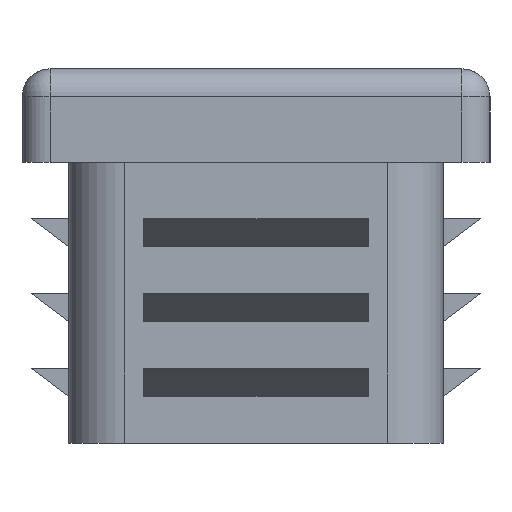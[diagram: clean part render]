
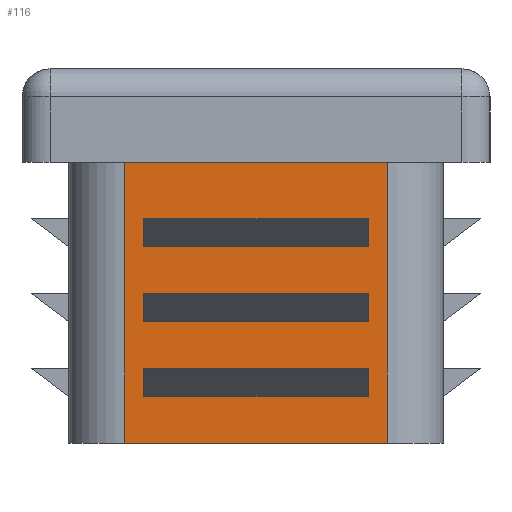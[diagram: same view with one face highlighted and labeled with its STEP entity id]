
A CAD part, left-side view. The second image highlights one B-rep face of the part: STEP entity #116.
In plain terms, the highlighted planar face has unit normal (-1, 0, 0).
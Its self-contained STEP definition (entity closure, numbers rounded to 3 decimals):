
#116 = ADVANCED_FACE( '', ( #305, #306, #307, #308 ), #309, .F. );
#305 = FACE_BOUND( '', #578, .T. );
#306 = FACE_BOUND( '', #579, .T. );
#307 = FACE_BOUND( '', #580, .T. );
#308 = FACE_OUTER_BOUND( '', #581, .T. );
#309 = PLANE( '', #582 );
#578 = EDGE_LOOP( '', ( #863, #864, #865, #866 ) );
#579 = EDGE_LOOP( '', ( #867, #868, #869, #870 ) );
#580 = EDGE_LOOP( '', ( #871, #872, #873, #874 ) );
#581 = EDGE_LOOP( '', ( #875, #876, #877, #878 ) );
#582 = AXIS2_PLACEMENT_3D( '', #879, #880, #881 );
#863 = ORIENTED_EDGE( '', *, *, #1571, .F. );
#864 = ORIENTED_EDGE( '', *, *, #1572, .F. );
#865 = ORIENTED_EDGE( '', *, *, #1573, .T. );
#866 = ORIENTED_EDGE( '', *, *, #1574, .T. );
#867 = ORIENTED_EDGE( '', *, *, #1575, .F. );
#868 = ORIENTED_EDGE( '', *, *, #1576, .F. );
#869 = ORIENTED_EDGE( '', *, *, #1577, .T. );
#870 = ORIENTED_EDGE( '', *, *, #1578, .T. );
#871 = ORIENTED_EDGE( '', *, *, #1579, .F. );
#872 = ORIENTED_EDGE( '', *, *, #1580, .F. );
#873 = ORIENTED_EDGE( '', *, *, #1581, .T. );
#874 = ORIENTED_EDGE( '', *, *, #1582, .T. );
#875 = ORIENTED_EDGE( '', *, *, #1583, .F. );
#876 = ORIENTED_EDGE( '', *, *, #1560, .T. );
#877 = ORIENTED_EDGE( '', *, *, #1584, .T. );
#878 = ORIENTED_EDGE( '', *, *, #1585, .T. );
#879 = CARTESIAN_POINT( '', ( -47.5, 10., 15. ) );
#880 = DIRECTION( '', ( 1., 0., 0. ) );
#881 = DIRECTION( '', ( 0., 1., 0. ) );
#1560 = EDGE_CURVE( '', #1837, #1841, #1843, .T. );
#1571 = EDGE_CURVE( '', #1861, #1862, #1863, .T. );
#1572 = EDGE_CURVE( '', #1864, #1861, #1865, .T. );
#1573 = EDGE_CURVE( '', #1864, #1866, #1867, .T. );
#1574 = EDGE_CURVE( '', #1866, #1862, #1868, .T. );
#1575 = EDGE_CURVE( '', #1869, #1870, #1871, .T. );
#1576 = EDGE_CURVE( '', #1872, #1869, #1873, .T. );
#1577 = EDGE_CURVE( '', #1872, #1874, #1875, .T. );
#1578 = EDGE_CURVE( '', #1874, #1870, #1876, .T. );
#1579 = EDGE_CURVE( '', #1877, #1878, #1879, .T. );
#1580 = EDGE_CURVE( '', #1880, #1877, #1881, .T. );
#1581 = EDGE_CURVE( '', #1880, #1882, #1883, .T. );
#1582 = EDGE_CURVE( '', #1882, #1878, #1884, .T. );
#1583 = EDGE_CURVE( '', #1837, #1885, #1886, .T. );
#1584 = EDGE_CURVE( '', #1841, #1887, #1888, .T. );
#1585 = EDGE_CURVE( '', #1887, #1885, #1889, .F. );
#1837 = VERTEX_POINT( '', #2240 );
#1841 = VERTEX_POINT( '', #2245 );
#1843 = LINE( '', #2247, #2248 );
#1861 = VERTEX_POINT( '', #2273 );
#1862 = VERTEX_POINT( '', #2274 );
#1863 = LINE( '', #2275, #2276 );
#1864 = VERTEX_POINT( '', #2277 );
#1865 = LINE( '', #2278, #2279 );
#1866 = VERTEX_POINT( '', #2280 );
#1867 = LINE( '', #2281, #2282 );
#1868 = LINE( '', #2283, #2284 );
#1869 = VERTEX_POINT( '', #2285 );
#1870 = VERTEX_POINT( '', #2286 );
#1871 = LINE( '', #2287, #2288 );
#1872 = VERTEX_POINT( '', #2289 );
#1873 = LINE( '', #2290, #2291 );
#1874 = VERTEX_POINT( '', #2292 );
#1875 = LINE( '', #2293, #2294 );
#1876 = LINE( '', #2295, #2296 );
#1877 = VERTEX_POINT( '', #2297 );
#1878 = VERTEX_POINT( '', #2298 );
#1879 = LINE( '', #2299, #2300 );
#1880 = VERTEX_POINT( '', #2301 );
#1881 = LINE( '', #2302, #2303 );
#1882 = VERTEX_POINT( '', #2304 );
#1883 = LINE( '', #2305, #2306 );
#1884 = LINE( '', #2307, #2308 );
#1885 = VERTEX_POINT( '', #2309 );
#1886 = LINE( '', #2310, #2311 );
#1887 = VERTEX_POINT( '', #2312 );
#1888 = LINE( '', #2313, #2314 );
#1889 = LINE( '', #2315, #2316 );
#2240 = CARTESIAN_POINT( '', ( -47.5, 7., 15. ) );
#2245 = CARTESIAN_POINT( '', ( -47.5, 7., 0. ) );
#2247 = CARTESIAN_POINT( '', ( -47.5, 7., 15. ) );
#2248 = VECTOR( '', #2798, 1000. );
#2273 = CARTESIAN_POINT( '', ( -47.5, -6., 4. ) );
#2274 = CARTESIAN_POINT( '', ( -47.5, 6., 4. ) );
#2275 = CARTESIAN_POINT( '', ( -47.5, -6., 4. ) );
#2276 = VECTOR( '', #2806, 1000. );
#2277 = CARTESIAN_POINT( '', ( -47.5, -6., 2.5 ) );
#2278 = CARTESIAN_POINT( '', ( -47.5, -6., 2.5 ) );
#2279 = VECTOR( '', #2807, 1000. );
#2280 = CARTESIAN_POINT( '', ( -47.5, 6., 2.5 ) );
#2281 = CARTESIAN_POINT( '', ( -47.5, -6., 2.5 ) );
#2282 = VECTOR( '', #2808, 1000. );
#2283 = CARTESIAN_POINT( '', ( -47.5, 6., 2.5 ) );
#2284 = VECTOR( '', #2809, 1000. );
#2285 = CARTESIAN_POINT( '', ( -47.5, -6., 8. ) );
#2286 = CARTESIAN_POINT( '', ( -47.5, 6., 8. ) );
#2287 = CARTESIAN_POINT( '', ( -47.5, -6., 8. ) );
#2288 = VECTOR( '', #2810, 1000. );
#2289 = CARTESIAN_POINT( '', ( -47.5, -6., 6.5 ) );
#2290 = CARTESIAN_POINT( '', ( -47.5, -6., 6.5 ) );
#2291 = VECTOR( '', #2811, 1000. );
#2292 = CARTESIAN_POINT( '', ( -47.5, 6., 6.5 ) );
#2293 = CARTESIAN_POINT( '', ( -47.5, -6., 6.5 ) );
#2294 = VECTOR( '', #2812, 1000. );
#2295 = CARTESIAN_POINT( '', ( -47.5, 6., 6.5 ) );
#2296 = VECTOR( '', #2813, 1000. );
#2297 = CARTESIAN_POINT( '', ( -47.5, -6., 12. ) );
#2298 = CARTESIAN_POINT( '', ( -47.5, 6., 12. ) );
#2299 = CARTESIAN_POINT( '', ( -47.5, -6., 12. ) );
#2300 = VECTOR( '', #2814, 1000. );
#2301 = CARTESIAN_POINT( '', ( -47.5, -6., 10.5 ) );
#2302 = CARTESIAN_POINT( '', ( -47.5, -6., 10.5 ) );
#2303 = VECTOR( '', #2815, 1000. );
#2304 = CARTESIAN_POINT( '', ( -47.5, 6., 10.5 ) );
#2305 = CARTESIAN_POINT( '', ( -47.5, -6., 10.5 ) );
#2306 = VECTOR( '', #2816, 1000. );
#2307 = CARTESIAN_POINT( '', ( -47.5, 6., 10.5 ) );
#2308 = VECTOR( '', #2817, 1000. );
#2309 = CARTESIAN_POINT( '', ( -47.5, -7., 15. ) );
#2310 = CARTESIAN_POINT( '', ( -47.5, 10., 15. ) );
#2311 = VECTOR( '', #2818, 1000. );
#2312 = CARTESIAN_POINT( '', ( -47.5, -7., 0. ) );
#2313 = CARTESIAN_POINT( '', ( -47.5, 10., 0. ) );
#2314 = VECTOR( '', #2819, 1000. );
#2315 = CARTESIAN_POINT( '', ( -47.5, -7., 15. ) );
#2316 = VECTOR( '', #2820, 1000. );
#2798 = DIRECTION( '', ( 0., 0., -1. ) );
#2806 = DIRECTION( '', ( 0., 1., 0. ) );
#2807 = DIRECTION( '', ( 0., 0., 1. ) );
#2808 = DIRECTION( '', ( 0., 1., 0. ) );
#2809 = DIRECTION( '', ( 0., 0., 1. ) );
#2810 = DIRECTION( '', ( 0., 1., 0. ) );
#2811 = DIRECTION( '', ( 0., 0., 1. ) );
#2812 = DIRECTION( '', ( 0., 1., 0. ) );
#2813 = DIRECTION( '', ( 0., 0., 1. ) );
#2814 = DIRECTION( '', ( 0., 1., 0. ) );
#2815 = DIRECTION( '', ( 0., 0., 1. ) );
#2816 = DIRECTION( '', ( 0., 1., 0. ) );
#2817 = DIRECTION( '', ( 0., 0., 1. ) );
#2818 = DIRECTION( '', ( 0., -1., 0. ) );
#2819 = DIRECTION( '', ( 0., -1., 0. ) );
#2820 = DIRECTION( '', ( 0., 0., -1. ) );
